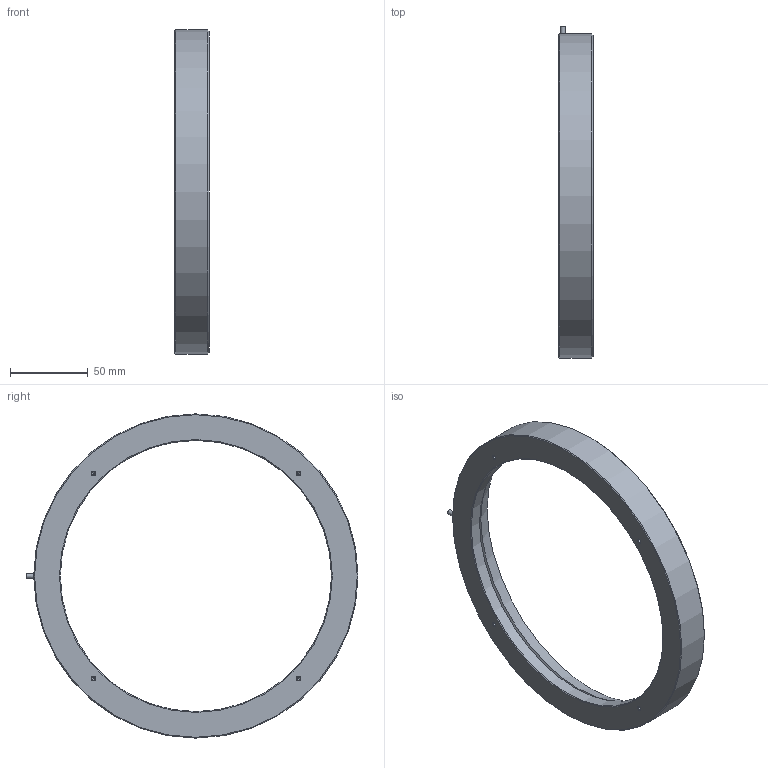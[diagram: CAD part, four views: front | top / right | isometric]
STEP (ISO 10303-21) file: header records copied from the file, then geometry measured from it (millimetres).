
FILE_DESCRIPTION (( 'STEP AP203' ), '1' );
FILE_NAME ('SRL-208x.STEP', '2016-01-26T07:43:45', ( 'CCS Inc' ), ( 'CCS Inc' ), 'SwSTEP 2.0', 'SolidWorks 2011', '' );
FILE_SCHEMA (( 'CONFIG_CONTROL_DESIGN' ));
Length unit declared in the file: millimetre
Products named in the file (1): SRL-208x
Bounding box: 22 x 213 x 208 mm (x, y, z)
Volume: 182139.1 mm3; surface area: 68226.6 mm2
Topology: 2 solids, 2 shells, 34 faces, 89 edges, 56 vertices
Faces by surface type: cone 16, plane 9, cylinder 9
Full cylindrical faces by diameter (mm): 2.459 x4, 3 x1, 174 x1, 185 x1, 197 x1, 208 x1
Entity records: 1083 total; most frequent: CARTESIAN_POINT 302, DIRECTION 158, ORIENTED_EDGE 106, AXIS2_PLACEMENT_3D 79, EDGE_LOOP 68, EDGE_CURVE 53, VERTEX_POINT 45, CIRCLE 44
